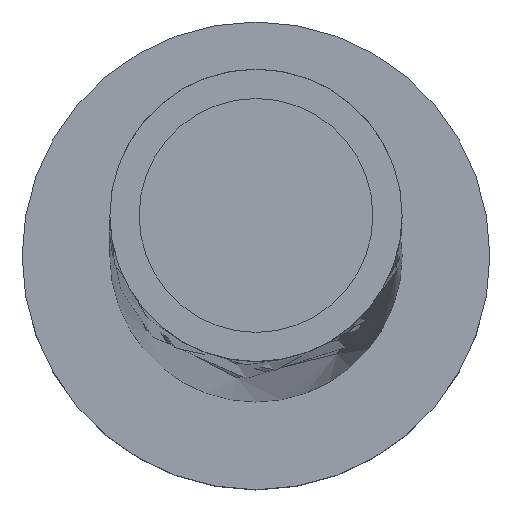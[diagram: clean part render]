
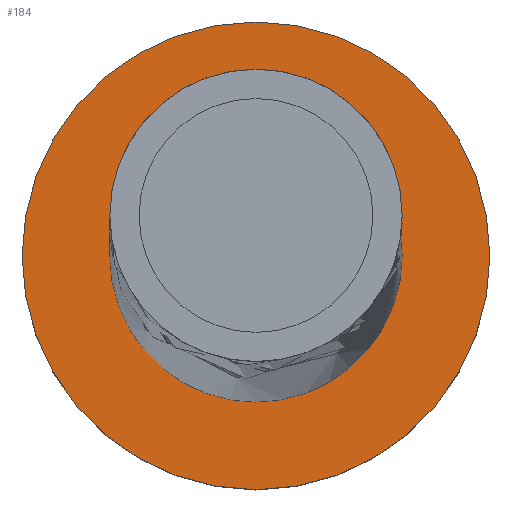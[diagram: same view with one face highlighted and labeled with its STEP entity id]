
A CAD part, top view. The second image highlights one B-rep face of the part: STEP entity #184.
In plain terms, the highlighted planar face has unit normal (0, 0, 1).
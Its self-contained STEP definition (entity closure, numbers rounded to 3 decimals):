
#18 = CARTESIAN_POINT ( 'NONE',  ( -8., 0., 5. ) ) ;
#75 = AXIS2_PLACEMENT_3D ( 'NONE', #2015, #2005, #1994 ) ;
#112 = DIRECTION ( 'NONE',  ( 0., 0., 1. ) ) ;
#184 = ADVANCED_FACE ( 'NONE', ( #2003, #1378 ), #1560, .T. ) ;
#257 = ORIENTED_EDGE ( 'NONE', *, *, #1867, .F. ) ;
#265 = DIRECTION ( 'NONE',  ( 0., 0., 1. ) ) ;
#450 = AXIS2_PLACEMENT_3D ( 'NONE', #1175, #2217, #1534 ) ;
#593 = CIRCLE ( 'NONE', #450, 8. ) ;
#598 = DIRECTION ( 'NONE',  ( 1., 0., 0. ) ) ;
#610 = CIRCLE ( 'NONE', #1678, 5. ) ;
#617 = EDGE_CURVE ( 'NONE', #1575, #1720, #610, .T. ) ;
#678 = ORIENTED_EDGE ( 'NONE', *, *, #2100, .T. ) ;
#771 = CARTESIAN_POINT ( 'NONE',  ( 0., 0., 5. ) ) ;
#787 = EDGE_CURVE ( 'NONE', #1361, #1202, #1089, .T. ) ;
#806 = CARTESIAN_POINT ( 'NONE',  ( 0., 0., 5. ) ) ;
#993 = EDGE_LOOP ( 'NONE', ( #257, #1769 ) ) ;
#1019 = CARTESIAN_POINT ( 'NONE',  ( 8., 0., 5. ) ) ;
#1089 = CIRCLE ( 'NONE', #75, 8. ) ;
#1164 = DIRECTION ( 'NONE',  ( 1., 0., 0. ) ) ;
#1175 = CARTESIAN_POINT ( 'NONE',  ( 0., 0., 5. ) ) ;
#1202 = VERTEX_POINT ( 'NONE', #1019 ) ;
#1334 = DIRECTION ( 'NONE',  ( 1., 0., 0. ) ) ;
#1361 = VERTEX_POINT ( 'NONE', #18 ) ;
#1378 = FACE_OUTER_BOUND ( 'NONE', #2078, .T. ) ;
#1470 = AXIS2_PLACEMENT_3D ( 'NONE', #771, #265, #598 ) ;
#1489 = DIRECTION ( 'NONE',  ( 0., 0., 1. ) ) ;
#1534 = DIRECTION ( 'NONE',  ( 1., 0., 0. ) ) ;
#1560 = PLANE ( 'NONE',  #1858 ) ;
#1575 = VERTEX_POINT ( 'NONE', #2133 ) ;
#1678 = AXIS2_PLACEMENT_3D ( 'NONE', #806, #1489, #1334 ) ;
#1720 = VERTEX_POINT ( 'NONE', #1861 ) ;
#1769 = ORIENTED_EDGE ( 'NONE', *, *, #617, .F. ) ;
#1848 = CARTESIAN_POINT ( 'NONE',  ( 0., 0., 5. ) ) ;
#1858 = AXIS2_PLACEMENT_3D ( 'NONE', #1848, #112, #1164 ) ;
#1861 = CARTESIAN_POINT ( 'NONE',  ( -5., 0., 5. ) ) ;
#1867 = EDGE_CURVE ( 'NONE', #1720, #1575, #2012, .T. ) ;
#1924 = ORIENTED_EDGE ( 'NONE', *, *, #787, .T. ) ;
#1994 = DIRECTION ( 'NONE',  ( 1., 0., 0. ) ) ;
#2003 = FACE_BOUND ( 'NONE', #993, .T. ) ;
#2005 = DIRECTION ( 'NONE',  ( 0., 0., 1. ) ) ;
#2012 = CIRCLE ( 'NONE', #1470, 5. ) ;
#2015 = CARTESIAN_POINT ( 'NONE',  ( 0., 0., 5. ) ) ;
#2078 = EDGE_LOOP ( 'NONE', ( #1924, #678 ) ) ;
#2100 = EDGE_CURVE ( 'NONE', #1202, #1361, #593, .T. ) ;
#2133 = CARTESIAN_POINT ( 'NONE',  ( 5., 0., 5. ) ) ;
#2217 = DIRECTION ( 'NONE',  ( 0., 0., 1. ) ) ;
